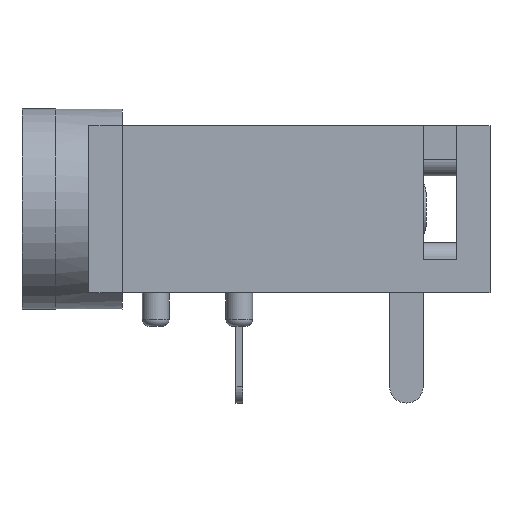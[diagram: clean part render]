
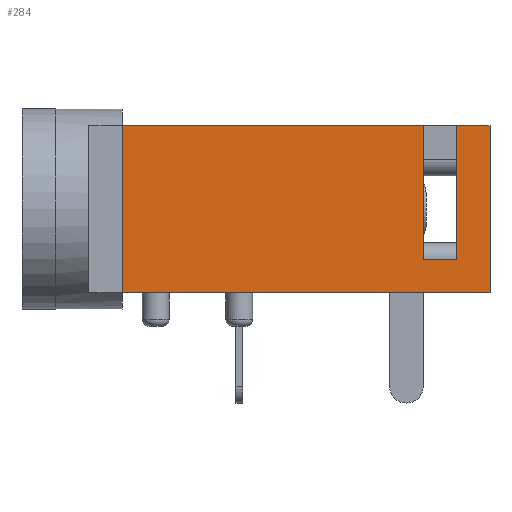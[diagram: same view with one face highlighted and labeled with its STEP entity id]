
A CAD part, left-side view. The second image highlights one B-rep face of the part: STEP entity #284.
In plain terms, the highlighted planar face has unit normal (-1, 0, 0).
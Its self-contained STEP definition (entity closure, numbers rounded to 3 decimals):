
#284=ADVANCED_FACE('',(#3056),#3058,.T.);
#3056=FACE_BOUND('',#3057,.T.);
#3057=EDGE_LOOP('',(#5408,#5409,#5410,#5411,#5412,#5413,#5414,#5415));
#3058=PLANE('',#3059);
#3059=AXIS2_PLACEMENT_3D('',#3060,#3061,#3062);
#3060=CARTESIAN_POINT('',(-6.,-1.,0.));
#3061=DIRECTION('',(-1.,0.,0.));
#3062=DIRECTION('',(0.,-1.,0.));
#5408=ORIENTED_EDGE('',*,*,#7029,.T.);
#5409=ORIENTED_EDGE('',*,*,#7030,.T.);
#5410=ORIENTED_EDGE('',*,*,#7031,.T.);
#5411=ORIENTED_EDGE('',*,*,#7032,.F.);
#5412=ORIENTED_EDGE('',*,*,#7033,.F.);
#5413=ORIENTED_EDGE('',*,*,#6932,.T.);
#5414=ORIENTED_EDGE('',*,*,#7011,.T.);
#5415=ORIENTED_EDGE('',*,*,#7034,.F.);
#6932=EDGE_CURVE('',#7772,#7770,#7773,.T.);
#7011=EDGE_CURVE('',#7770,#7915,#7917,.T.);
#7029=EDGE_CURVE('',#7951,#7952,#7953,.F.);
#7030=EDGE_CURVE('',#7952,#7954,#7955,.T.);
#7031=EDGE_CURVE('',#7954,#7956,#7957,.F.);
#7032=EDGE_CURVE('',#7958,#7956,#7959,.T.);
#7033=EDGE_CURVE('',#7772,#7958,#7960,.T.);
#7034=EDGE_CURVE('',#7951,#7915,#7961,.T.);
#7770=VERTEX_POINT('',#9161);
#7772=VERTEX_POINT('',#9165);
#7773=LINE('',#9166,#9167);
#7915=VERTEX_POINT('',#9476);
#7917=LINE('',#9480,#9481);
#7951=VERTEX_POINT('',#9550);
#7952=VERTEX_POINT('',#9551);
#7953=LINE('',#9552,#9553);
#7954=VERTEX_POINT('',#9555);
#7955=LINE('',#9556,#9557);
#7956=VERTEX_POINT('',#9559);
#7957=LINE('',#9560,#9561);
#7958=VERTEX_POINT('',#9563);
#7959=LINE('',#9564,#9565);
#7960=LINE('',#9567,#9568);
#7961=LINE('',#9570,#9571);
#9161=CARTESIAN_POINT('',(-6.,-12.,0.));
#9165=CARTESIAN_POINT('',(-6.,-1.,0.));
#9166=CARTESIAN_POINT('',(-6.,-1.,0.));
#9167=VECTOR('',#9168,1.);
#9168=DIRECTION('',(0.,-1.,0.));
#9476=CARTESIAN_POINT('',(-6.,-12.,5.));
#9480=CARTESIAN_POINT('',(-6.,-12.,0.));
#9481=VECTOR('',#9482,1.);
#9482=DIRECTION('',(0.,0.,1.));
#9550=CARTESIAN_POINT('',(-6.,-11.,5.));
#9551=CARTESIAN_POINT('',(-6.,-11.,1.));
#9552=CARTESIAN_POINT('',(-6.,-11.,1.));
#9553=VECTOR('',#9554,1.);
#9554=DIRECTION('',(0.,0.,1.));
#9555=CARTESIAN_POINT('',(-6.,-10.,1.));
#9556=CARTESIAN_POINT('',(-6.,-11.,1.));
#9557=VECTOR('',#9558,1.);
#9558=DIRECTION('',(0.,1.,0.));
#9559=CARTESIAN_POINT('',(-6.,-10.,5.));
#9560=CARTESIAN_POINT('',(-6.,-10.,5.));
#9561=VECTOR('',#9562,1.);
#9562=DIRECTION('',(0.,0.,-1.));
#9563=CARTESIAN_POINT('',(-6.,-1.,5.));
#9564=CARTESIAN_POINT('',(-6.,-1.,5.));
#9565=VECTOR('',#9566,1.);
#9566=DIRECTION('',(0.,-1.,0.));
#9567=CARTESIAN_POINT('',(-6.,-1.,0.));
#9568=VECTOR('',#9569,1.);
#9569=DIRECTION('',(0.,0.,1.));
#9570=CARTESIAN_POINT('',(-6.,-11.,5.));
#9571=VECTOR('',#9572,1.);
#9572=DIRECTION('',(0.,-1.,0.));
